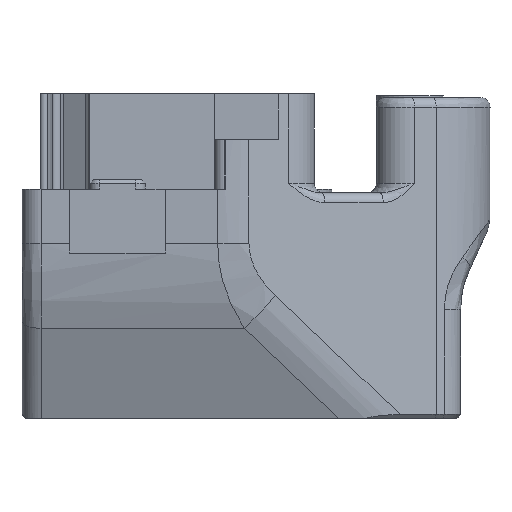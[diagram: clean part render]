
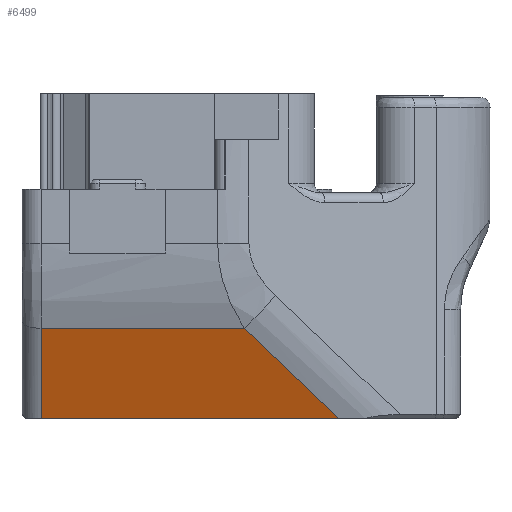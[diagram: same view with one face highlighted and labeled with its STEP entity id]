
A CAD part, front view. The second image highlights one B-rep face of the part: STEP entity #6499.
In plain terms, the highlighted planar face has unit normal (0, -0.94, -0.342).
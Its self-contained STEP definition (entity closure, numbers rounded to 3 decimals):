
#268 = CARTESIAN_POINT ( 'NONE',  ( -0.313, -55.014, -14.819 ) ) ;
#683 = VECTOR ( 'NONE', #2395, 1000. ) ;
#686 = CARTESIAN_POINT ( 'NONE',  ( -2.638, -52.4, -22. ) ) ;
#1277 = CARTESIAN_POINT ( 'NONE',  ( -23.95, -52.4, -22. ) ) ;
#1363 = EDGE_CURVE ( 'NONE', #4019, #10802, #2310, .T. ) ;
#1557 = LINE ( 'NONE', #686, #12063 ) ;
#1765 = PLANE ( 'NONE',  #3382 ) ;
#2310 = LINE ( 'NONE', #10157, #12837 ) ;
#2395 = DIRECTION ( 'NONE',  ( 0., 0.342, -0.94 ) ) ;
#2688 = EDGE_LOOP ( 'NONE', ( #8839, #4371, #12399, #2776 ) ) ;
#2723 = DIRECTION ( 'NONE',  ( 1., 0., 0. ) ) ;
#2736 = CARTESIAN_POINT ( 'NONE',  ( -23.95, -55.832, -12.571 ) ) ;
#2776 = ORIENTED_EDGE ( 'NONE', *, *, #1363, .T. ) ;
#3000 = LINE ( 'NONE', #268, #10804 ) ;
#3382 = AXIS2_PLACEMENT_3D ( 'NONE', #5709, #3803, #6820 ) ;
#3803 = DIRECTION ( 'NONE',  ( 0., -0.94, -0.342 ) ) ;
#4019 = VERTEX_POINT ( 'NONE', #5868 ) ;
#4371 = ORIENTED_EDGE ( 'NONE', *, *, #7656, .T. ) ;
#5157 = CARTESIAN_POINT ( 'NONE',  ( 7.219, -52.4, -22. ) ) ;
#5536 = VERTEX_POINT ( 'NONE', #1277 ) ;
#5709 = CARTESIAN_POINT ( 'NONE',  ( 1.243, -53.609, -18.678 ) ) ;
#5868 = CARTESIAN_POINT ( 'NONE',  ( -2.672, -55.832, -12.571 ) ) ;
#6110 = LINE ( 'NONE', #8522, #683 ) ;
#6499 = ADVANCED_FACE ( 'NONE', ( #10991 ), #1765, .T. ) ;
#6820 = DIRECTION ( 'NONE',  ( 0., 0.342, -0.94 ) ) ;
#7656 = EDGE_CURVE ( 'NONE', #5536, #8864, #1557, .T. ) ;
#8522 = CARTESIAN_POINT ( 'NONE',  ( -23.95, -53.609, -18.678 ) ) ;
#8537 = EDGE_CURVE ( 'NONE', #10802, #5536, #6110, .T. ) ;
#8839 = ORIENTED_EDGE ( 'NONE', *, *, #8537, .T. ) ;
#8864 = VERTEX_POINT ( 'NONE', #5157 ) ;
#9339 = DIRECTION ( 'NONE',  ( 0.702, 0.244, -0.669 ) ) ;
#10065 = DIRECTION ( 'NONE',  ( -1., 0., 0. ) ) ;
#10157 = CARTESIAN_POINT ( 'NONE',  ( 1.243, -55.832, -12.571 ) ) ;
#10802 = VERTEX_POINT ( 'NONE', #2736 ) ;
#10804 = VECTOR ( 'NONE', #9339, 1000. ) ;
#10991 = FACE_OUTER_BOUND ( 'NONE', #2688, .T. ) ;
#11248 = EDGE_CURVE ( 'NONE', #4019, #8864, #3000, .T. ) ;
#12063 = VECTOR ( 'NONE', #2723, 1000. ) ;
#12399 = ORIENTED_EDGE ( 'NONE', *, *, #11248, .F. ) ;
#12837 = VECTOR ( 'NONE', #10065, 1000. ) ;
